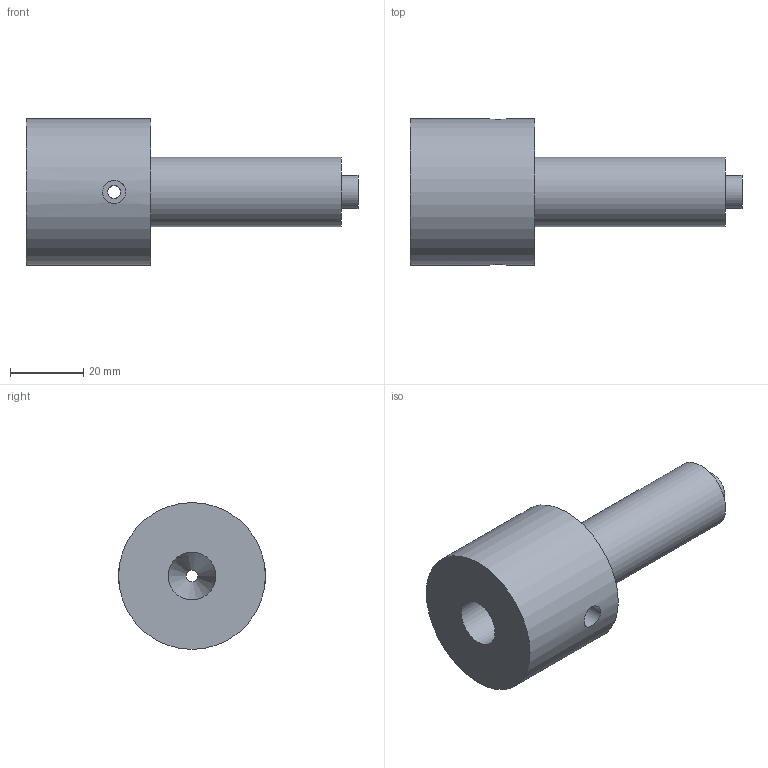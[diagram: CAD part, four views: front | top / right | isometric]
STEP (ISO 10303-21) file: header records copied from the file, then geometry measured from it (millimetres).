
FILE_DESCRIPTION(/* description */ (''),/* implementation_level */ '2;1');
FILE_NAME(/* name */ 'ASI Propane v1.step',/* time_stamp */ '2023-07-24T23:09:50+03:00',/* author */ (''),/* organization */ (''),/* preprocessor_version */ 'ST-DEVELOPER v19.2',/* originating_system */ 'Autodesk Translation Framework v12.6.0.85',/* authorisation */ '');
FILE_SCHEMA (('AUTOMOTIVE_DESIGN { 1 0 10303 214 3 1 1 }'));
Length unit declared in the file: millimetre
Products named in the file (1): ASI Propane
Bounding box: 90.47 x 40 x 40 mm (x, y, z)
Volume: 46636.8 mm3; surface area: 13628.2 mm2
Topology: 1 solids, 1 shells, 16 faces, 34 edges, 23 vertices
Faces by surface type: cylinder 8, plane 6, cone 2
Full cylindrical faces by diameter (mm): 3.5 x2, 6.35 x2, 9 x1, 13 x1, 19 x1, 40 x1
Entity records: 613 total; most frequent: CARTESIAN_POINT 213, DIRECTION 73, ORIENTED_EDGE 68, EDGE_CURVE 34, AXIS2_PLACEMENT_3D 31, EDGE_LOOP 25, VERTEX_POINT 23, FACE_OUTER_BOUND 16
